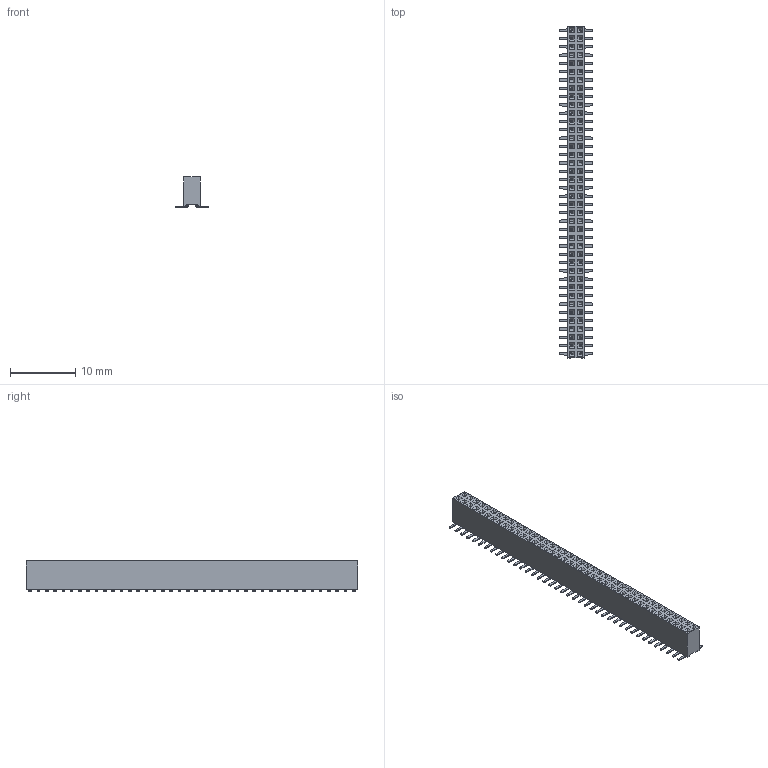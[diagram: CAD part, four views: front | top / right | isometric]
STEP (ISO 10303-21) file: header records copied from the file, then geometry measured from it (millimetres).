
FILE_DESCRIPTION(/* description */ ('model of PinSocket_2x40_P1.27mm_Vertical_SMD'),/* implementation_level */ '2;1');
FILE_NAME(/* name */ 'PinSocket_2x40_P1.27mm_Vertical_SMD.step',/* time_stamp */ '1970-01-01T00:00:00',/* author */ ('KiCAD','kicad'),/* organization */ ('OCCT'),/* preprocessor_version */ '',/* originating_system */ 'KiCAD',/* authorisation */ '');
FILE_SCHEMA(('AUTOMOTIVE_DESIGN { 1 0 10303 214 1 1 1 1 }'));
Length unit declared in the file: millimetre
Products named in the file (1): PinSocket_2x40_P1.27mm_Vertical_SMD
Bounding box: 5.18 x 50.8 x 4.62 mm (x, y, z)
Volume: 515.7 mm3; surface area: 1435.9 mm2
Topology: 1 solids, 1 shells, 2410 faces, 6104 edges, 3856 vertices
Faces by surface type: plane 2170, cylinder 240
Entity records: 46087 total; most frequent: ORIENTED_EDGE 9156, EDGE_CURVE 6104, CARTESIAN_POINT 5860, LINE 5302, VERTEX_POINT 3856, FACE_BOUND 2570, EDGE_LOOP 2570, AXIS2_PLACEMENT_3D 2530
